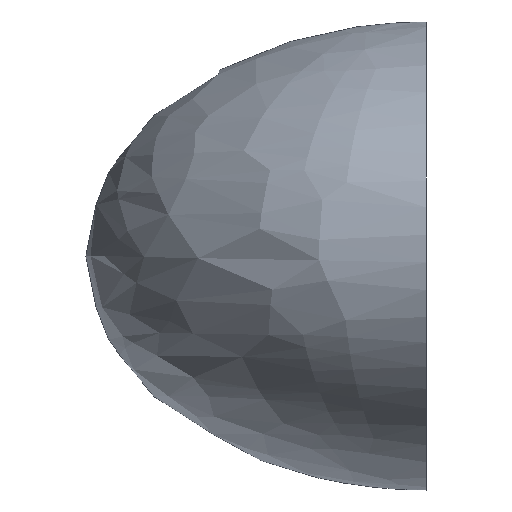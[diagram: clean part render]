
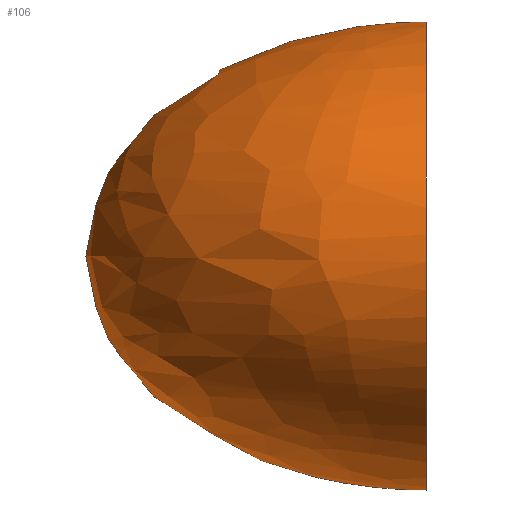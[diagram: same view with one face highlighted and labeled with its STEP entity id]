
A CAD part, left-side view. The second image highlights one B-rep face of the part: STEP entity #106.
In plain terms, the highlighted free-form (B-spline) face has degree [3, 3] with [4, 4] control points.
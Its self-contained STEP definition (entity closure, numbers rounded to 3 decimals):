
#1 = CARTESIAN_POINT ( 'NONE',  ( 0., 0., 5.5 ) ) ;
#6 = EDGE_CURVE ( 'NONE', #129, #29, #31, .T. ) ;
#15 = FACE_OUTER_BOUND ( 'NONE', #120, .T. ) ;
#18 = CARTESIAN_POINT ( 'NONE',  ( 0., 0., -5.5 ) ) ;
#29 = VERTEX_POINT ( 'NONE', #122 ) ;
#30 = CARTESIAN_POINT ( 'NONE',  ( 16., 32., -5.5 ) ) ;
#31 =( BOUNDED_CURVE ( )  B_SPLINE_CURVE ( 3, ( #1, #45, #54, #66 ),
 .UNSPECIFIED., .F., .T. ) 
 B_SPLINE_CURVE_WITH_KNOTS ( ( 4, 4 ),
 ( 1.571, 4.712 ),
 .UNSPECIFIED. ) 
 CURVE ( )  GEOMETRIC_REPRESENTATION_ITEM ( )  RATIONAL_B_SPLINE_CURVE ( ( 1., 0.333, 0.333, 1. ) ) 
 REPRESENTATION_ITEM ( '' )  );
#33 = CARTESIAN_POINT ( 'NONE',  ( 16., 0., -5.5 ) ) ;
#42 = CARTESIAN_POINT ( 'NONE',  ( 0., 0., -5.5 ) ) ;
#45 = CARTESIAN_POINT ( 'NONE',  ( -16., 0., 5.5 ) ) ;
#46 = CARTESIAN_POINT ( 'NONE',  ( 0., 0., 5.5 ) ) ;
#49 = CARTESIAN_POINT ( 'NONE',  ( 0., 0., 5.5 ) ) ;
#54 = CARTESIAN_POINT ( 'NONE',  ( -16., 0., -5.5 ) ) ;
#56 =( BOUNDED_SURFACE ( )  B_SPLINE_SURFACE ( 3, 3, ( 
 ( #57, #49, #46, #71 ),
 ( #148, #102, #111, #100 ),
 ( #144, #146, #30, #33 ),
 ( #68, #134, #18, #113 ) ),
 .UNSPECIFIED., .F., .F., .F. ) 
 B_SPLINE_SURFACE_WITH_KNOTS ( ( 4, 4 ),
 ( 4, 4 ),
 ( 0., 1. ),
 ( 0., 1. ),
 .UNSPECIFIED. ) 
 GEOMETRIC_REPRESENTATION_ITEM ( )  RATIONAL_B_SPLINE_SURFACE ( (
 ( 1., 0.333, 0.333, 1.),
 ( 0.333, 0.111, 0.111, 0.333),
 ( 0.333, 0.111, 0.111, 0.333),
 ( 1., 0.333, 0.333, 1.) ) ) 
 REPRESENTATION_ITEM ( '' )  SURFACE ( )  );
#57 = CARTESIAN_POINT ( 'NONE',  ( 0., 0., 5.5 ) ) ;
#60 = CARTESIAN_POINT ( 'NONE',  ( 0., 0., 5.5 ) ) ;
#62 =( BOUNDED_CURVE ( )  B_SPLINE_CURVE ( 3, ( #60, #78, #164, #42 ),
 .UNSPECIFIED., .F., .T. ) 
 B_SPLINE_CURVE_WITH_KNOTS ( ( 4, 4 ),
 ( 1.571, 4.712 ),
 .UNSPECIFIED. ) 
 CURVE ( )  GEOMETRIC_REPRESENTATION_ITEM ( )  RATIONAL_B_SPLINE_CURVE ( ( 1., 0.333, 0.333, 1. ) ) 
 REPRESENTATION_ITEM ( '' )  );
#66 = CARTESIAN_POINT ( 'NONE',  ( 0., 0., -5.5 ) ) ;
#68 = CARTESIAN_POINT ( 'NONE',  ( 0., 0., -5.5 ) ) ;
#71 = CARTESIAN_POINT ( 'NONE',  ( 0., 0., 5.5 ) ) ;
#78 = CARTESIAN_POINT ( 'NONE',  ( 16., 0., 5.5 ) ) ;
#83 = CARTESIAN_POINT ( 'NONE',  ( 0., 0., 5.5 ) ) ;
#100 = CARTESIAN_POINT ( 'NONE',  ( 16., 0., 5.5 ) ) ;
#102 = CARTESIAN_POINT ( 'NONE',  ( -16., 32., 5.5 ) ) ;
#106 = ADVANCED_FACE ( 'NONE', ( #15 ), #56, .F. ) ;
#111 = CARTESIAN_POINT ( 'NONE',  ( 16., 32., 5.5 ) ) ;
#113 = CARTESIAN_POINT ( 'NONE',  ( 0., 0., -5.5 ) ) ;
#120 = EDGE_LOOP ( 'NONE', ( #143, #151 ) ) ;
#122 = CARTESIAN_POINT ( 'NONE',  ( 0., 0., -5.5 ) ) ;
#125 = EDGE_CURVE ( 'NONE', #129, #29, #62, .T. ) ;
#129 = VERTEX_POINT ( 'NONE', #83 ) ;
#134 = CARTESIAN_POINT ( 'NONE',  ( 0., 0., -5.5 ) ) ;
#143 = ORIENTED_EDGE ( 'NONE', *, *, #125, .T. ) ;
#144 = CARTESIAN_POINT ( 'NONE',  ( -16., 0., -5.5 ) ) ;
#146 = CARTESIAN_POINT ( 'NONE',  ( -16., 32., -5.5 ) ) ;
#148 = CARTESIAN_POINT ( 'NONE',  ( -16., 0., 5.5 ) ) ;
#151 = ORIENTED_EDGE ( 'NONE', *, *, #6, .F. ) ;
#164 = CARTESIAN_POINT ( 'NONE',  ( 16., 0., -5.5 ) ) ;
